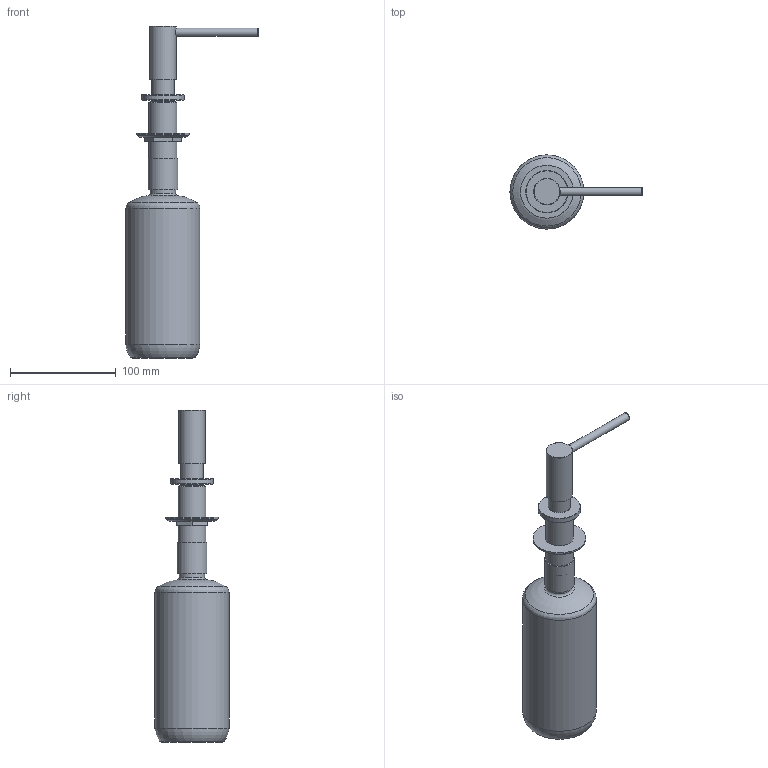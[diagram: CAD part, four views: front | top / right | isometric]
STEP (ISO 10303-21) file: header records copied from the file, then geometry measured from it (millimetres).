
FILE_DESCRIPTION(/* description */ ('Unknown'),/* implementation_level */ '2;1');
FILE_NAME(/* name */ 'CBA21',/* time_stamp */ '2020-04-08T11:09:56+02:00',/* author */ ('Unknown'),/* organization */ ('Unknown'),/* preprocessor_version */ 'ST-DEVELOPER v16.7',/* originating_system */ 'DEX',/* authorisation */ $);
FILE_SCHEMA (('AUTOMOTIVE_DESIGN {1 0 10303 214 3 1 1}'));
Length unit declared in the file: millimetre
Products named in the file (12): CBA21-00; CBA21-01; CBA21-02; CBA21-001; CBA21-03; CBA21-002; CBA21-05; CBA21-04; CBA21-003; ksd-07 dado; ksd-08 riparella; ksd-08 guarnizione
Assembly tree (11 placements, depth 3):
  CBA21-00
    CBA21-01
    CBA21-02
    CBA21-001
    CBA21-03
    CBA21-002
    CBA21-05
    CBA21-04
    CBA21-003
      ksd-07 dado
      ksd-08 riparella
      ksd-08 guarnizione
Bounding box: 125 x 70 x 314 mm (x, y, z)
Volume: 158421.1 mm3; surface area: 128074.7 mm2
Topology: 10 solids, 10 shells, 189 faces, 384 edges, 241 vertices
Faces by surface type: plane 75, cylinder 54, torus 39, cone 19, bspline 2
Full cylindrical faces by diameter (mm): 3 x1, 4.7 x1, 5 x1, 5.2 x1, 6 x2, 6.1 x1, 7.8 x1, 8 x1, 8.5 x1, 9.069 x1, 9.6 x1, 10 x1, 12.5 x1, 15 x1, 15.8 x1, 17 x1, 19 x4, 21 x4, 21.3 x2, 22.4 x1, 23 x1, 24 x2, 24.117 x3, 25 x1, 26.441 x1, 26.5 x1, 28 x2, 40 x1, 49 x1, 50 x1
Entity records: 5424 total; most frequent: CARTESIAN_POINT 903, DIRECTION 786, ORIENTED_EDGE 516, AXIS2_PLACEMENT_3D 366, FACE_BOUND 336, EDGE_LOOP 335, EDGE_CURVE 258, VERTEX_POINT 218
